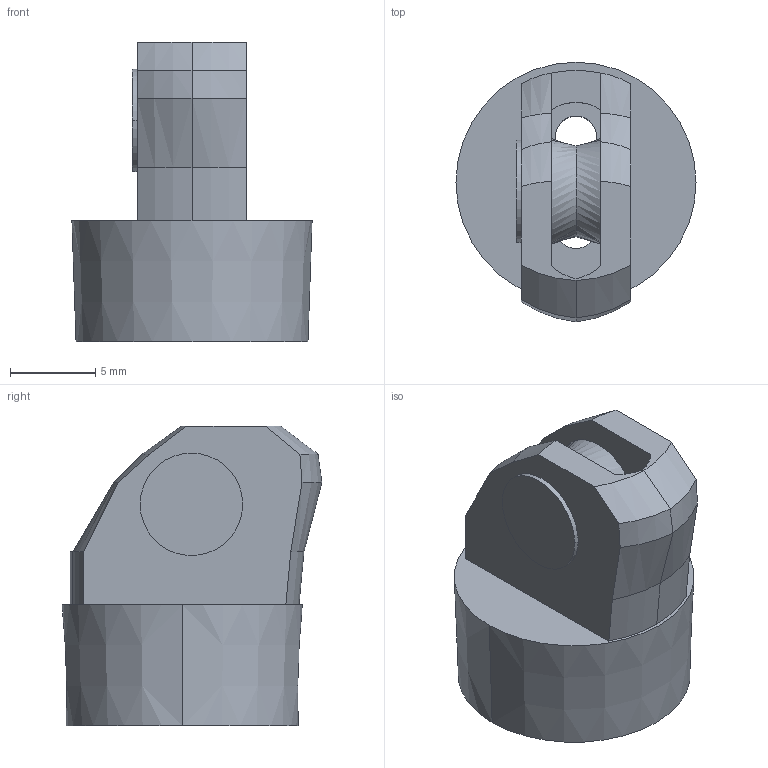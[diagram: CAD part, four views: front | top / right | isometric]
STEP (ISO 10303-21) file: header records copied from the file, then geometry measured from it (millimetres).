
FILE_DESCRIPTION (( 'STEP AP203' ), '1' );
FILE_NAME ('Serdeczny_Finger2_Domyœlna_sldprt.STEP', '2020-06-09T22:46:47', ( '' ), ( '' ), 'SwSTEP 2.0', 'SolidWorks 2018', '' );
FILE_SCHEMA (( 'CONFIG_CONTROL_DESIGN' ));
Length unit declared in the file: millimetre
Products named in the file (1): Serdeczny_Finger2_Domyœlna_sldprt
Bounding box: 14.06 x 15.21 x 17.56 mm (x, y, z)
Volume: 1517.9 mm3; surface area: 1319.4 mm2
Topology: 1 solids, 1 shells, 47 faces, 125 edges, 83 vertices
Faces by surface type: bspline 18, cylinder 16, plane 11, cone 2
Entity records: 1720 total; most frequent: CARTESIAN_POINT 465, ORIENTED_EDGE 250, DIRECTION 241, EDGE_CURVE 125, AXIS2_PLACEMENT_3D 93, VERTEX_POINT 83, CIRCLE 63, EDGE_LOOP 56
